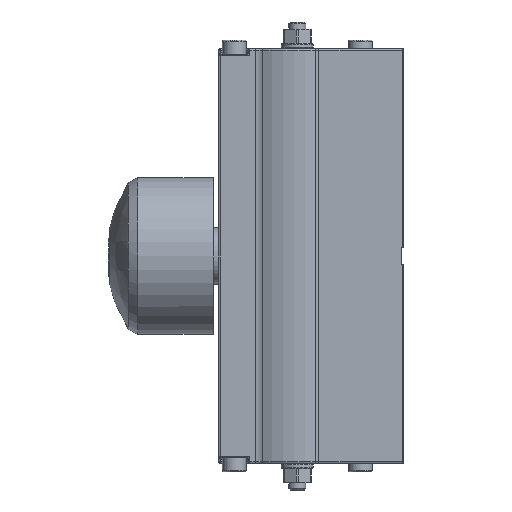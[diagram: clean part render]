
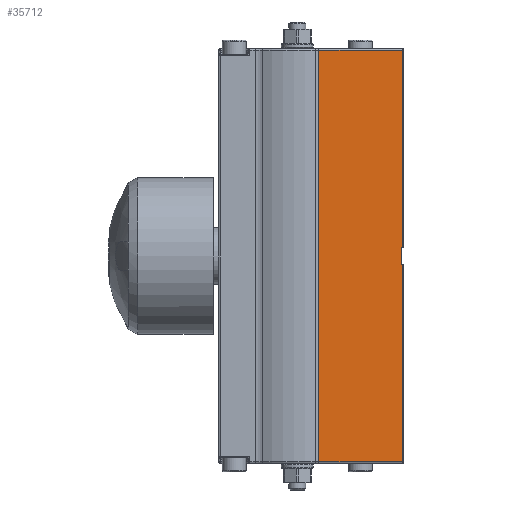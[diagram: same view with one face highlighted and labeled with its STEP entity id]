
A CAD part, left-side view. The second image highlights one B-rep face of the part: STEP entity #35712.
In plain terms, the highlighted planar face has unit normal (-1, 0, 0).
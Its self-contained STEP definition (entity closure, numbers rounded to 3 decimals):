
#4476=LINE('',#60575,#7260);
#5213=LINE('',#64506,#7997);
#5245=LINE('',#64637,#8029);
#5250=LINE('',#64653,#8034);
#5252=LINE('',#64661,#8036);
#5254=LINE('',#64668,#8038);
#5255=LINE('',#64669,#8039);
#5256=LINE('',#64670,#8040);
#7260=VECTOR('',#45226,10.);
#7997=VECTOR('',#47023,10.);
#8029=VECTOR('',#47195,10.);
#8034=VECTOR('',#47210,10.);
#8036=VECTOR('',#47218,10.);
#8038=VECTOR('',#47226,10.);
#8039=VECTOR('',#47227,10.);
#8040=VECTOR('',#47228,10.);
#10254=FACE_OUTER_BOUND('',#12586,.T.);
#12586=EDGE_LOOP('',(#29732,#29733,#29734,#29735,#29736,#29737,#29738,#29739));
#15505=VERTEX_POINT('',#60569);
#15506=VERTEX_POINT('',#60573);
#16236=VERTEX_POINT('',#64500);
#16237=VERTEX_POINT('',#64504);
#16265=VERTEX_POINT('',#64635);
#16266=VERTEX_POINT('',#64636);
#16272=VERTEX_POINT('',#64652);
#16275=VERTEX_POINT('',#64660);
#19657=EDGE_CURVE('',#15506,#15505,#4476,.T.);
#20776=EDGE_CURVE('',#16237,#16236,#5213,.T.);
#20831=EDGE_CURVE('',#16265,#16266,#5245,.T.);
#20839=EDGE_CURVE('',#16266,#16272,#5250,.T.);
#20843=EDGE_CURVE('',#16275,#16265,#5252,.T.);
#20847=EDGE_CURVE('',#16272,#16237,#5254,.T.);
#20848=EDGE_CURVE('',#15505,#16236,#5255,.T.);
#20849=EDGE_CURVE('',#15506,#16275,#5256,.T.);
#29732=ORIENTED_EDGE('',*,*,#20843,.T.);
#29733=ORIENTED_EDGE('',*,*,#20831,.T.);
#29734=ORIENTED_EDGE('',*,*,#20839,.T.);
#29735=ORIENTED_EDGE('',*,*,#20847,.T.);
#29736=ORIENTED_EDGE('',*,*,#20776,.T.);
#29737=ORIENTED_EDGE('',*,*,#20848,.F.);
#29738=ORIENTED_EDGE('',*,*,#19657,.F.);
#29739=ORIENTED_EDGE('',*,*,#20849,.T.);
#32003=PLANE('',#38770);
#35712=ADVANCED_FACE('',(#10254),#32003,.T.);
#38770=AXIS2_PLACEMENT_3D('',#64667,#47224,#47225);
#45226=DIRECTION('',(0.,1.,0.));
#47023=DIRECTION('',(0.,1.,0.));
#47195=DIRECTION('',(0.,0.,1.));
#47210=DIRECTION('',(0.,-1.,0.));
#47218=DIRECTION('',(0.,1.,0.));
#47224=DIRECTION('center_axis',(-1.,0.,0.));
#47225=DIRECTION('ref_axis',(0.,0.,1.));
#47226=DIRECTION('',(0.,0.,1.));
#47227=DIRECTION('',(0.,0.,1.));
#47228=DIRECTION('',(0.,0.,1.));
#60569=CARTESIAN_POINT('',(-40.493,-0.859,11.315));
#60573=CARTESIAN_POINT('',(-40.493,-30.677,11.315));
#60575=CARTESIAN_POINT('',(-40.493,-14.726,11.315));
#64500=CARTESIAN_POINT('',(-40.493,-0.859,158.315));
#64504=CARTESIAN_POINT('',(-40.493,-30.677,158.315));
#64506=CARTESIAN_POINT('',(-40.493,-14.726,158.315));
#64635=CARTESIAN_POINT('',(-40.493,-30.177,81.815));
#64636=CARTESIAN_POINT('',(-40.493,-30.177,87.815));
#64637=CARTESIAN_POINT('',(-40.493,-30.177,50.815));
#64652=CARTESIAN_POINT('',(-40.493,-30.677,87.815));
#64653=CARTESIAN_POINT('',(-40.493,-30.927,87.815));
#64660=CARTESIAN_POINT('',(-40.493,-30.677,81.815));
#64661=CARTESIAN_POINT('',(-40.493,-30.927,81.815));
#64667=CARTESIAN_POINT('Origin',(-40.493,-30.677,16.815));
#64668=CARTESIAN_POINT('',(-40.493,-30.677,16.815));
#64669=CARTESIAN_POINT('',(-40.493,-0.859,10.815));
#64670=CARTESIAN_POINT('',(-40.493,-30.677,10.815));
